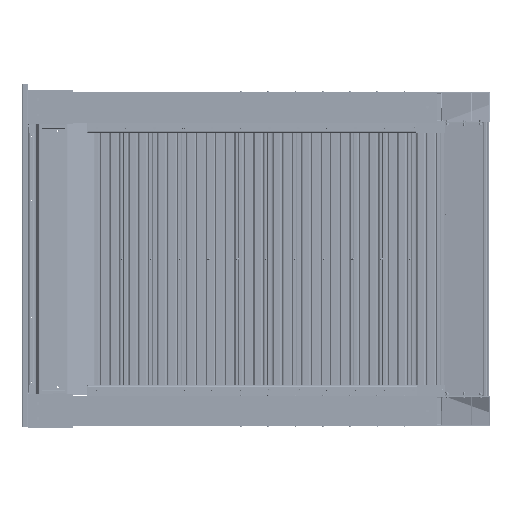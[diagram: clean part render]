
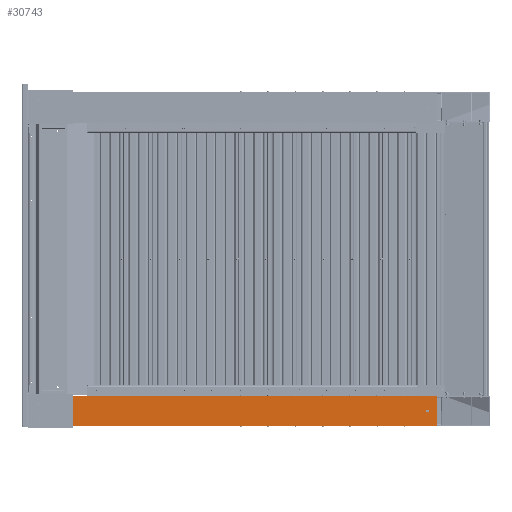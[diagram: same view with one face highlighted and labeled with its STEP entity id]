
A CAD part, front view. The second image highlights one B-rep face of the part: STEP entity #30743.
In plain terms, the highlighted planar face has unit normal (0, -1, 0).
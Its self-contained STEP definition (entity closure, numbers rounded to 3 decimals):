
#827 = DIRECTION ( 'NONE',  ( 0., -1., 0. ) ) ;
#1294 = DIRECTION ( 'NONE',  ( 0., 1., 0. ) ) ;
#1575 = DIRECTION ( 'NONE',  ( -1., 0., 0. ) ) ;
#2096 = VERTEX_POINT ( 'NONE', #75498 ) ;
#3216 = ORIENTED_EDGE ( 'NONE', *, *, #6671, .T. ) ;
#6671 = EDGE_CURVE ( 'NONE', #33001, #32212, #68922, .T. ) ;
#6903 = DIRECTION ( 'NONE',  ( 0., 0., -1. ) ) ;
#7521 = EDGE_LOOP ( 'NONE', ( #61927, #61951, #8049, #49197 ) ) ;
#7987 = CARTESIAN_POINT ( 'NONE',  ( -1415., -5., 120. ) ) ;
#8049 = ORIENTED_EDGE ( 'NONE', *, *, #19621, .F. ) ;
#8914 = CARTESIAN_POINT ( 'NONE',  ( -1415., -5., -120. ) ) ;
#10030 = VERTEX_POINT ( 'NONE', #45235 ) ;
#10166 = LINE ( 'NONE', #20338, #80709 ) ;
#16277 = DIRECTION ( 'NONE',  ( -1., 0., 0. ) ) ;
#17742 = AXIS2_PLACEMENT_3D ( 'NONE', #38190, #827, #6903 ) ;
#17943 = CARTESIAN_POINT ( 'NONE',  ( 1415., -5., 120. ) ) ;
#18979 = PLANE ( 'NONE',  #17742 ) ;
#19621 = EDGE_CURVE ( 'Edge2', #46515, #2096, #27930, .T. ) ;
#20338 = CARTESIAN_POINT ( 'NONE',  ( -1415., -5., 120. ) ) ;
#22240 = FACE_OUTER_BOUND ( 'NONE', #7521, .T. ) ;
#23288 = FACE_BOUND ( 'NONE', #69262, .T. ) ;
#27930 = LINE ( 'NONE', #44142, #35803 ) ;
#30743 = ADVANCED_FACE ( 'NONE', ( #23288, #22240 ), #18979, .T. ) ;
#32017 = AXIS2_PLACEMENT_3D ( 'NONE', #41497, #73271, #16277 ) ;
#32186 = DIRECTION ( 'NONE',  ( 0., 0., 1. ) ) ;
#32212 = VERTEX_POINT ( 'NONE', #62695 ) ;
#33001 = VERTEX_POINT ( 'NONE', #57890 ) ;
#35803 = VECTOR ( 'NONE', #37598, 1000. ) ;
#37598 = DIRECTION ( 'NONE',  ( 0., 0., -1. ) ) ;
#38190 = CARTESIAN_POINT ( 'NONE',  ( -1415., -5., -120. ) ) ;
#39462 = EDGE_CURVE ( 'Edge1', #2096, #10030, #47810, .T. ) ;
#40083 = CIRCLE ( 'NONE', #53900, 11. ) ;
#41497 = CARTESIAN_POINT ( 'NONE',  ( -1340., -5., 0. ) ) ;
#42864 = EDGE_CURVE ( 'Edge6', #10030, #68870, #67186, .T. ) ;
#44142 = CARTESIAN_POINT ( 'NONE',  ( 1415., -5., 120. ) ) ;
#45235 = CARTESIAN_POINT ( 'NONE',  ( -1415., -5., -120. ) ) ;
#46515 = VERTEX_POINT ( 'NONE', #17943 ) ;
#47042 = DIRECTION ( 'NONE',  ( -1., 0., 0. ) ) ;
#47810 = LINE ( 'NONE', #8914, #80095 ) ;
#49197 = ORIENTED_EDGE ( 'NONE', *, *, #49910, .F. ) ;
#49910 = EDGE_CURVE ( 'Edge4', #68870, #46515, #10166, .T. ) ;
#53405 = VECTOR ( 'NONE', #32186, 1000. ) ;
#53900 = AXIS2_PLACEMENT_3D ( 'NONE', #64400, #1294, #1575 ) ;
#57890 = CARTESIAN_POINT ( 'NONE',  ( -1329., -5., 0. ) ) ;
#59023 = ORIENTED_EDGE ( 'NONE', *, *, #80189, .T. ) ;
#61927 = ORIENTED_EDGE ( 'NONE', *, *, #42864, .F. ) ;
#61951 = ORIENTED_EDGE ( 'NONE', *, *, #39462, .F. ) ;
#62695 = CARTESIAN_POINT ( 'NONE',  ( -1351., -5., 0. ) ) ;
#64241 = DIRECTION ( 'NONE',  ( 1., 0., 0. ) ) ;
#64400 = CARTESIAN_POINT ( 'NONE',  ( -1340., -5., 0. ) ) ;
#67186 = LINE ( 'NONE', #7987, #53405 ) ;
#68606 = CARTESIAN_POINT ( 'NONE',  ( -1415., -5., 120. ) ) ;
#68870 = VERTEX_POINT ( 'NONE', #68606 ) ;
#68922 = CIRCLE ( 'NONE', #32017, 11. ) ;
#69262 = EDGE_LOOP ( 'NONE', ( #59023, #3216 ) ) ;
#73271 = DIRECTION ( 'NONE',  ( 0., 1., 0. ) ) ;
#75498 = CARTESIAN_POINT ( 'NONE',  ( 1415., -5., -120. ) ) ;
#80095 = VECTOR ( 'NONE', #47042, 1000. ) ;
#80189 = EDGE_CURVE ( 'NONE', #32212, #33001, #40083, .T. ) ;
#80709 = VECTOR ( 'NONE', #64241, 1000. ) ;
